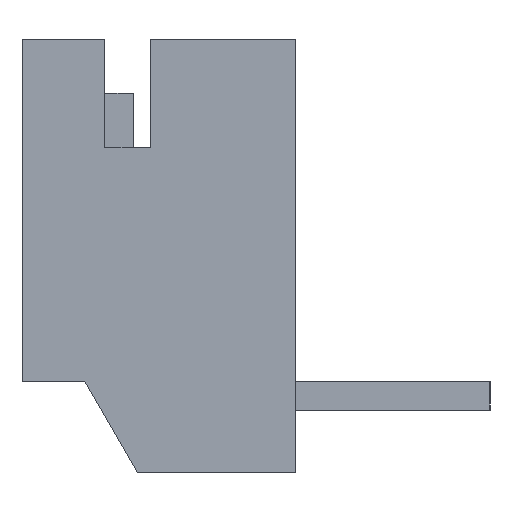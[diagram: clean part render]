
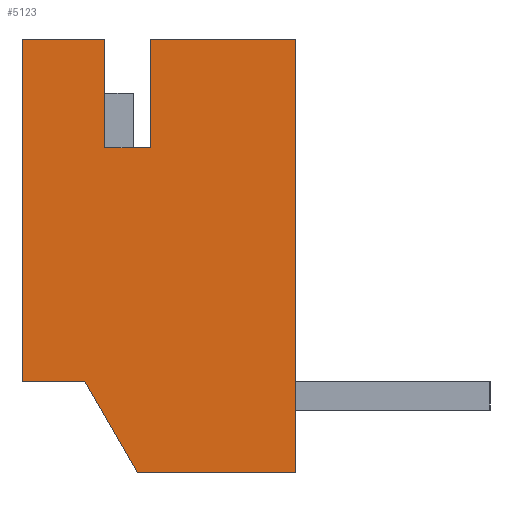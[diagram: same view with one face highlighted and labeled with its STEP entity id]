
A CAD part, left-side view. The second image highlights one B-rep face of the part: STEP entity #5123.
In plain terms, the highlighted planar face has unit normal (-1, 0, 0).
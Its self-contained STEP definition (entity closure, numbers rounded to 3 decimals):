
#34 = DIRECTION ( 'NONE',  ( 0., 1., 0. ) ) ;
#35 = VECTOR ( 'NONE', #34, 1000. ) ;
#36 = CARTESIAN_POINT ( 'NONE',  ( -32.7, -2.1, 17.05 ) ) ;
#37 = LINE ( 'NONE', #36, #35 ) ;
#261 = DIRECTION ( 'NONE',  ( 0., -1., 0. ) ) ;
#262 = VECTOR ( 'NONE', #261, 1000. ) ;
#263 = CARTESIAN_POINT ( 'NONE',  ( -32.7, -2.1, 11.05 ) ) ;
#264 = LINE ( 'NONE', #263, #262 ) ;
#266 = CARTESIAN_POINT ( 'NONE',  ( -32.7, 0.3, 11.05 ) ) ;
#267 = DIRECTION ( 'NONE',  ( 0., 0., -1. ) ) ;
#268 = VECTOR ( 'NONE', #267, 1000. ) ;
#269 = CARTESIAN_POINT ( 'NONE',  ( -32.7, 0.3, 14.05 ) ) ;
#270 = LINE ( 'NONE', #269, #268 ) ;
#276 = DIRECTION ( 'NONE',  ( 0., -1., 0. ) ) ;
#277 = DIRECTION ( 'NONE',  ( -1., 0., 0. ) ) ;
#278 = CARTESIAN_POINT ( 'NONE',  ( -32.7, 0.3, 9.45 ) ) ;
#279 = AXIS2_PLACEMENT_3D ( 'NONE', #278, #277, #276 ) ;
#280 = PLANE ( 'NONE',  #279 ) ;
#295 = FACE_OUTER_BOUND ( 'NONE', #5124, .T. ) ;
#301 = DIRECTION ( 'NONE',  ( 0., 1., 0. ) ) ;
#302 = VECTOR ( 'NONE', #301, 1000. ) ;
#303 = CARTESIAN_POINT ( 'NONE',  ( -32.7, -2.1, 17.05 ) ) ;
#304 = LINE ( 'NONE', #303, #302 ) ;
#305 = CARTESIAN_POINT ( 'NONE',  ( -32.7, 0.3, 17.05 ) ) ;
#718 = CARTESIAN_POINT ( 'NONE',  ( -32.7, -4.5, 17.05 ) ) ;
#843 = DIRECTION ( 'NONE',  ( 0., 0., 1. ) ) ;
#844 = VECTOR ( 'NONE', #843, 1000. ) ;
#845 = CARTESIAN_POINT ( 'NONE',  ( -32.7, -4.5, 13.25 ) ) ;
#846 = LINE ( 'NONE', #845, #844 ) ;
#1909 = CARTESIAN_POINT ( 'NONE',  ( -32.7, -1.95, 15.15 ) ) ;
#1910 = DIRECTION ( 'NONE',  ( 0., 1., 0. ) ) ;
#1911 = VECTOR ( 'NONE', #1910, 1000. ) ;
#1919 = CARTESIAN_POINT ( 'NONE',  ( -32.7, -2.1, 15.15 ) ) ;
#1920 = LINE ( 'NONE', #1919, #1911 ) ;
#2000 = CARTESIAN_POINT ( 'NONE',  ( -32.7, -1.15, 15.15 ) ) ;
#2072 = CARTESIAN_POINT ( 'NONE',  ( -32.7, -1.724, 9.45 ) ) ;
#2073 = CARTESIAN_POINT ( 'NONE',  ( -32.7, -0.8, 11.05 ) ) ;
#2074 = DIRECTION ( 'NONE',  ( 0., -0.5, -0.866 ) ) ;
#2075 = VECTOR ( 'NONE', #2074, 1000. ) ;
#2076 = CARTESIAN_POINT ( 'NONE',  ( -32.7, -0.8, 11.05 ) ) ;
#2077 = LINE ( 'NONE', #2076, #2075 ) ;
#2078 = LINE ( 'NONE', #2099, #2098 ) ;
#2098 = VECTOR ( 'NONE', #2139, 1000. ) ;
#2099 = CARTESIAN_POINT ( 'NONE',  ( -32.7, -1.15, 13.25 ) ) ;
#2105 = CARTESIAN_POINT ( 'NONE',  ( -32.7, -1.15, 17.05 ) ) ;
#2139 = DIRECTION ( 'NONE',  ( 0., 0., 1. ) ) ;
#2359 = CARTESIAN_POINT ( 'NONE',  ( -32.7, -1.95, 17.05 ) ) ;
#2360 = DIRECTION ( 'NONE',  ( 0., 0., -1. ) ) ;
#2361 = VECTOR ( 'NONE', #2360, 1000. ) ;
#2362 = CARTESIAN_POINT ( 'NONE',  ( -32.7, -1.95, 13.25 ) ) ;
#2363 = LINE ( 'NONE', #2362, #2361 ) ;
#2382 = DIRECTION ( 'NONE',  ( 0., -1., 0. ) ) ;
#2383 = VECTOR ( 'NONE', #2382, 1000. ) ;
#2384 = CARTESIAN_POINT ( 'NONE',  ( -32.7, -2.1, 9.45 ) ) ;
#2385 = LINE ( 'NONE', #2384, #2383 ) ;
#2386 = CARTESIAN_POINT ( 'NONE',  ( -32.7, -4.5, 9.45 ) ) ;
#4208 = EDGE_CURVE ( 'NONE', #4210, #4225, #1920, .T. ) ;
#4210 = VERTEX_POINT ( 'NONE', #1909 ) ;
#4225 = VERTEX_POINT ( 'NONE', #2000 ) ;
#4263 = EDGE_CURVE ( 'NONE', #4225, #4266, #2078, .T. ) ;
#4266 = VERTEX_POINT ( 'NONE', #2105 ) ;
#4279 = EDGE_CURVE ( 'NONE', #4280, #4282, #2077, .T. ) ;
#4280 = VERTEX_POINT ( 'NONE', #2073 ) ;
#4282 = VERTEX_POINT ( 'NONE', #2072 ) ;
#4299 = VERTEX_POINT ( 'NONE', #2386 ) ;
#4301 = EDGE_CURVE ( 'NONE', #4282, #4299, #2385, .T. ) ;
#4313 = EDGE_CURVE ( 'NONE', #4314, #4210, #2363, .T. ) ;
#4314 = VERTEX_POINT ( 'NONE', #2359 ) ;
#4879 = EDGE_CURVE ( 'NONE', #4299, #4907, #846, .T. ) ;
#4907 = VERTEX_POINT ( 'NONE', #718 ) ;
#4936 = EDGE_CURVE ( 'NONE', #4907, #4314, #37, .T. ) ;
#5116 = VERTEX_POINT ( 'NONE', #305 ) ;
#5118 = EDGE_CURVE ( 'NONE', #4266, #5116, #304, .T. ) ;
#5123 = ADVANCED_FACE ( 'NONE', ( #295 ), #280, .T. ) ;
#5124 = EDGE_LOOP ( 'NONE', ( #5125, #5126, #5127, #5128, #5133, #5134, #5135, #5138, #5140, #5141 ) ) ;
#5125 = ORIENTED_EDGE ( 'NONE', *, *, #4879, .T. ) ;
#5126 = ORIENTED_EDGE ( 'NONE', *, *, #4936, .T. ) ;
#5127 = ORIENTED_EDGE ( 'NONE', *, *, #4313, .T. ) ;
#5128 = ORIENTED_EDGE ( 'NONE', *, *, #4208, .T. ) ;
#5133 = ORIENTED_EDGE ( 'NONE', *, *, #4263, .T. ) ;
#5134 = ORIENTED_EDGE ( 'NONE', *, *, #5118, .T. ) ;
#5135 = ORIENTED_EDGE ( 'NONE', *, *, #5136, .T. ) ;
#5136 = EDGE_CURVE ( 'NONE', #5116, #5137, #270, .T. ) ;
#5137 = VERTEX_POINT ( 'NONE', #266 ) ;
#5138 = ORIENTED_EDGE ( 'NONE', *, *, #5139, .T. ) ;
#5139 = EDGE_CURVE ( 'NONE', #5137, #4280, #264, .T. ) ;
#5140 = ORIENTED_EDGE ( 'NONE', *, *, #4279, .T. ) ;
#5141 = ORIENTED_EDGE ( 'NONE', *, *, #4301, .T. ) ;
